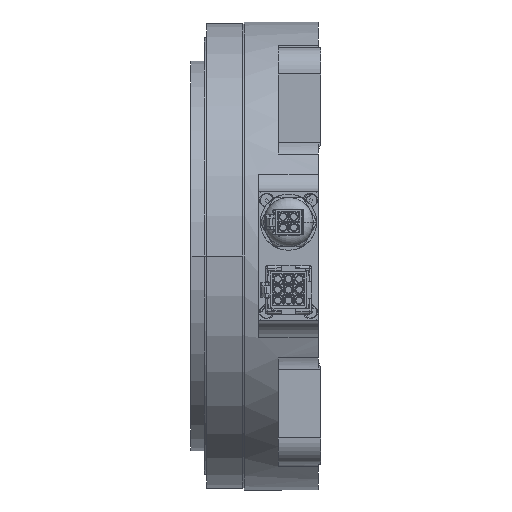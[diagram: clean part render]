
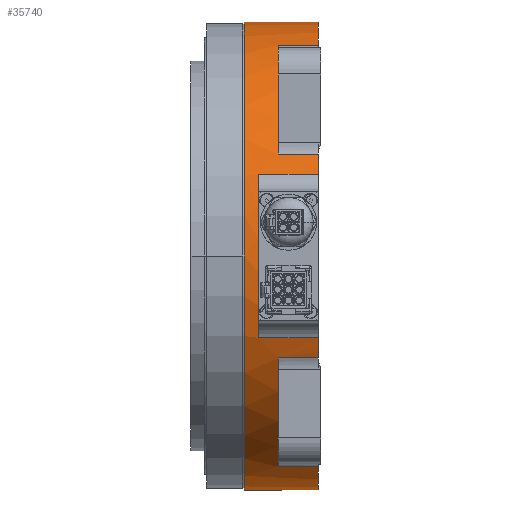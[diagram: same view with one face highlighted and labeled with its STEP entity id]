
A CAD part, left-side view. The second image highlights one B-rep face of the part: STEP entity #35740.
In plain terms, the highlighted cylindrical face has radius 90 mm (diameter 180 mm), a partial arc.
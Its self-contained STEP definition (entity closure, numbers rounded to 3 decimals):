
#381 = AXIS2_PLACEMENT_3D ( 'NONE', #41923, #67239, #58794 ) ;
#550 = LINE ( 'NONE', #35656, #57850 ) ;
#619 = CARTESIAN_POINT ( 'NONE',  ( 0., 3.317, 0. ) ) ;
#1155 = VERTEX_POINT ( 'NONE', #61848 ) ;
#2371 = EDGE_CURVE ( 'NONE', #3036, #42519, #24444, .T. ) ;
#3036 = VERTEX_POINT ( 'NONE', #26450 ) ;
#3146 = DIRECTION ( 'NONE',  ( 0., 1., 0. ) ) ;
#3795 = CYLINDRICAL_SURFACE ( 'NONE', #8751, 90. ) ;
#4075 = EDGE_CURVE ( 'NONE', #55716, #52527, #20859, .T. ) ;
#5678 = VERTEX_POINT ( 'NONE', #16730 ) ;
#6057 = DIRECTION ( 'NONE',  ( 0., 0., -1. ) ) ;
#6669 = EDGE_CURVE ( 'NONE', #34776, #29953, #17284, .T. ) ;
#7572 = DIRECTION ( 'NONE',  ( 0., 1., 0. ) ) ;
#7652 = DIRECTION ( 'NONE',  ( 0., -1., 0. ) ) ;
#7720 = ORIENTED_EDGE ( 'NONE', *, *, #2371, .F. ) ;
#8751 = AXIS2_PLACEMENT_3D ( 'NONE', #62536, #67937, #46337 ) ;
#8792 = FACE_OUTER_BOUND ( 'NONE', #42684, .T. ) ;
#8843 = ORIENTED_EDGE ( 'NONE', *, *, #17530, .T. ) ;
#10527 = DIRECTION ( 'NONE',  ( 0., -1., 0. ) ) ;
#10658 = ORIENTED_EDGE ( 'NONE', *, *, #28879, .F. ) ;
#11142 = AXIS2_PLACEMENT_3D ( 'NONE', #13988, #51720, #19362 ) ;
#12065 = LINE ( 'NONE', #50622, #39049 ) ;
#12449 = CARTESIAN_POINT ( 'NONE',  ( -84.307, -12.183, 31.5 ) ) ;
#13291 = CARTESIAN_POINT ( 'NONE',  ( 0., 16.317, -90. ) ) ;
#13988 = CARTESIAN_POINT ( 'NONE',  ( 0., -12.183, 0. ) ) ;
#14230 = ORIENTED_EDGE ( 'NONE', *, *, #6669, .T. ) ;
#14677 = CARTESIAN_POINT ( 'NONE',  ( 0., 16.317, 90. ) ) ;
#14716 = LINE ( 'NONE', #12449, #27358 ) ;
#15055 = EDGE_CURVE ( 'NONE', #66398, #1155, #63053, .T. ) ;
#15391 = DIRECTION ( 'NONE',  ( 0., 0., 1. ) ) ;
#16260 = VERTEX_POINT ( 'NONE', #52175 ) ;
#16648 = AXIS2_PLACEMENT_3D ( 'NONE', #63073, #30787, #68453 ) ;
#16730 = CARTESIAN_POINT ( 'NONE',  ( -39.23, 3.317, 81. ) ) ;
#17284 = LINE ( 'NONE', #19788, #56926 ) ;
#17331 = DIRECTION ( 'NONE',  ( 0., 1., 0. ) ) ;
#17530 = EDGE_CURVE ( 'NONE', #1155, #65171, #19845, .T. ) ;
#18142 = EDGE_CURVE ( 'NONE', #25679, #16260, #14716, .T. ) ;
#18883 = ORIENTED_EDGE ( 'NONE', *, *, #65035, .T. ) ;
#19362 = DIRECTION ( 'NONE',  ( 0., 0., -1. ) ) ;
#19679 = EDGE_CURVE ( 'NONE', #3036, #29888, #51682, .T. ) ;
#19788 = CARTESIAN_POINT ( 'NONE',  ( -81., -12.183, 39.23 ) ) ;
#19845 = CIRCLE ( 'NONE', #56217, 90. ) ;
#19900 = EDGE_CURVE ( 'NONE', #59313, #21895, #66754, .T. ) ;
#19933 = ORIENTED_EDGE ( 'NONE', *, *, #19900, .F. ) ;
#20412 = EDGE_CURVE ( 'NONE', #65171, #42519, #28056, .T. ) ;
#20425 = EDGE_CURVE ( 'NONE', #55716, #66692, #12065, .T. ) ;
#20859 = CIRCLE ( 'NONE', #58671, 90. ) ;
#20944 = CIRCLE ( 'NONE', #59773, 90. ) ;
#21895 = VERTEX_POINT ( 'NONE', #39318 ) ;
#22934 = ORIENTED_EDGE ( 'NONE', *, *, #50851, .T. ) ;
#24444 = CIRCLE ( 'NONE', #381, 90. ) ;
#24751 = DIRECTION ( 'NONE',  ( 0., -1., 0. ) ) ;
#24935 = CARTESIAN_POINT ( 'NONE',  ( 0., 16.317, 0. ) ) ;
#25679 = VERTEX_POINT ( 'NONE', #27126 ) ;
#26450 = CARTESIAN_POINT ( 'NONE',  ( -84.307, -12.183, -31.5 ) ) ;
#26737 = CIRCLE ( 'NONE', #11142, 90. ) ;
#27126 = CARTESIAN_POINT ( 'NONE',  ( -84.307, 10.817, 31.5 ) ) ;
#27358 = VECTOR ( 'NONE', #34318, 1000. ) ;
#28056 = LINE ( 'NONE', #39766, #67636 ) ;
#28879 = EDGE_CURVE ( 'NONE', #34776, #16260, #26737, .T. ) ;
#29135 = ORIENTED_EDGE ( 'NONE', *, *, #36305, .F. ) ;
#29888 = VERTEX_POINT ( 'NONE', #32956 ) ;
#29953 = VERTEX_POINT ( 'NONE', #65957 ) ;
#30616 = CIRCLE ( 'NONE', #58008, 90. ) ;
#30787 = DIRECTION ( 'NONE',  ( 0., 1., 0. ) ) ;
#32956 = CARTESIAN_POINT ( 'NONE',  ( -84.307, 10.817, -31.5 ) ) ;
#34190 = ORIENTED_EDGE ( 'NONE', *, *, #4075, .F. ) ;
#34318 = DIRECTION ( 'NONE',  ( 0., -1., 0. ) ) ;
#34776 = VERTEX_POINT ( 'NONE', #62236 ) ;
#35656 = CARTESIAN_POINT ( 'NONE',  ( -39.23, -12.183, 81. ) ) ;
#35740 = ADVANCED_FACE ( 'NONE', ( #8792 ), #3795, .T. ) ;
#35946 = CARTESIAN_POINT ( 'NONE',  ( -39.23, -12.183, -81. ) ) ;
#36305 = EDGE_CURVE ( 'NONE', #66398, #66692, #30616, .T. ) ;
#38118 = EDGE_CURVE ( 'NONE', #52527, #59313, #52392, .T. ) ;
#38276 = DIRECTION ( 'NONE',  ( 0., 1., 0. ) ) ;
#39049 = VECTOR ( 'NONE', #45189, 1000. ) ;
#39318 = CARTESIAN_POINT ( 'NONE',  ( -39.23, -12.183, 81. ) ) ;
#39766 = CARTESIAN_POINT ( 'NONE',  ( -81., -12.183, -39.23 ) ) ;
#39835 = CARTESIAN_POINT ( 'NONE',  ( 0., 10.817, 0. ) ) ;
#39926 = CARTESIAN_POINT ( 'NONE',  ( 0., -12.183, 90. ) ) ;
#40213 = ORIENTED_EDGE ( 'NONE', *, *, #20412, .T. ) ;
#40564 = CARTESIAN_POINT ( 'NONE',  ( 0., -12.183, 90. ) ) ;
#41923 = CARTESIAN_POINT ( 'NONE',  ( 0., -12.183, 0. ) ) ;
#42519 = VERTEX_POINT ( 'NONE', #68833 ) ;
#42684 = EDGE_LOOP ( 'NONE', ( #44590, #34190, #63394, #29135, #52137, #8843, #40213, #7720, #48150, #68743, #56948, #10658, #14230, #18883, #22934, #19933 ) ) ;
#42823 = CARTESIAN_POINT ( 'NONE',  ( 0., -12.183, 0. ) ) ;
#43074 = CARTESIAN_POINT ( 'NONE',  ( -81., 3.317, -39.23 ) ) ;
#44590 = ORIENTED_EDGE ( 'NONE', *, *, #38118, .F. ) ;
#44946 = DIRECTION ( 'NONE',  ( 0., -1., 0. ) ) ;
#45189 = DIRECTION ( 'NONE',  ( 0., -1., 0. ) ) ;
#45258 = DIRECTION ( 'NONE',  ( 0., 0., -1. ) ) ;
#46337 = DIRECTION ( 'NONE',  ( 0., 0., -1. ) ) ;
#47098 = VECTOR ( 'NONE', #68208, 1000. ) ;
#47956 = EDGE_CURVE ( 'NONE', #29888, #25679, #20944, .T. ) ;
#48150 = ORIENTED_EDGE ( 'NONE', *, *, #19679, .T. ) ;
#48287 = DIRECTION ( 'NONE',  ( 0., 0., -1. ) ) ;
#49231 = CARTESIAN_POINT ( 'NONE',  ( 0., -12.183, -90. ) ) ;
#50622 = CARTESIAN_POINT ( 'NONE',  ( 0., -12.183, -90. ) ) ;
#50705 = VECTOR ( 'NONE', #7652, 1000. ) ;
#50851 = EDGE_CURVE ( 'NONE', #5678, #21895, #550, .T. ) ;
#51603 = CARTESIAN_POINT ( 'NONE',  ( -39.23, -12.183, -81. ) ) ;
#51682 = LINE ( 'NONE', #56722, #65979 ) ;
#51720 = DIRECTION ( 'NONE',  ( 0., -1., 0. ) ) ;
#52137 = ORIENTED_EDGE ( 'NONE', *, *, #15055, .T. ) ;
#52175 = CARTESIAN_POINT ( 'NONE',  ( -84.307, -12.183, 31.5 ) ) ;
#52392 = LINE ( 'NONE', #39926, #50705 ) ;
#52527 = VERTEX_POINT ( 'NONE', #14677 ) ;
#55006 = AXIS2_PLACEMENT_3D ( 'NONE', #42823, #10527, #48287 ) ;
#55716 = VERTEX_POINT ( 'NONE', #13291 ) ;
#56217 = AXIS2_PLACEMENT_3D ( 'NONE', #619, #38276, #6057 ) ;
#56722 = CARTESIAN_POINT ( 'NONE',  ( -84.307, -12.183, -31.5 ) ) ;
#56926 = VECTOR ( 'NONE', #3146, 1000. ) ;
#56948 = ORIENTED_EDGE ( 'NONE', *, *, #18142, .T. ) ;
#57048 = CARTESIAN_POINT ( 'NONE',  ( 0., -12.183, 0. ) ) ;
#57850 = VECTOR ( 'NONE', #67928, 1000. ) ;
#58008 = AXIS2_PLACEMENT_3D ( 'NONE', #57048, #24751, #62450 ) ;
#58671 = AXIS2_PLACEMENT_3D ( 'NONE', #24935, #17331, #15391 ) ;
#58794 = DIRECTION ( 'NONE',  ( 0., 0., -1. ) ) ;
#59313 = VERTEX_POINT ( 'NONE', #40564 ) ;
#59773 = AXIS2_PLACEMENT_3D ( 'NONE', #39835, #7572, #45258 ) ;
#61716 = CIRCLE ( 'NONE', #16648, 90. ) ;
#61848 = CARTESIAN_POINT ( 'NONE',  ( -39.23, 3.317, -81. ) ) ;
#62138 = DIRECTION ( 'NONE',  ( 0., 1., 0. ) ) ;
#62236 = CARTESIAN_POINT ( 'NONE',  ( -81., -12.183, 39.23 ) ) ;
#62450 = DIRECTION ( 'NONE',  ( 0., 0., -1. ) ) ;
#62536 = CARTESIAN_POINT ( 'NONE',  ( 0., -12.183, 0. ) ) ;
#63053 = LINE ( 'NONE', #35946, #47098 ) ;
#63073 = CARTESIAN_POINT ( 'NONE',  ( 0., 3.317, 0. ) ) ;
#63394 = ORIENTED_EDGE ( 'NONE', *, *, #20425, .T. ) ;
#65035 = EDGE_CURVE ( 'NONE', #29953, #5678, #61716, .T. ) ;
#65171 = VERTEX_POINT ( 'NONE', #43074 ) ;
#65957 = CARTESIAN_POINT ( 'NONE',  ( -81., 3.317, 39.23 ) ) ;
#65979 = VECTOR ( 'NONE', #62138, 1000. ) ;
#66398 = VERTEX_POINT ( 'NONE', #51603 ) ;
#66692 = VERTEX_POINT ( 'NONE', #49231 ) ;
#66754 = CIRCLE ( 'NONE', #55006, 90. ) ;
#67239 = DIRECTION ( 'NONE',  ( 0., -1., 0. ) ) ;
#67636 = VECTOR ( 'NONE', #44946, 1000. ) ;
#67928 = DIRECTION ( 'NONE',  ( 0., -1., 0. ) ) ;
#67937 = DIRECTION ( 'NONE',  ( 0., -1., 0. ) ) ;
#68208 = DIRECTION ( 'NONE',  ( 0., 1., 0. ) ) ;
#68453 = DIRECTION ( 'NONE',  ( 0., 0., -1. ) ) ;
#68743 = ORIENTED_EDGE ( 'NONE', *, *, #47956, .T. ) ;
#68833 = CARTESIAN_POINT ( 'NONE',  ( -81., -12.183, -39.23 ) ) ;
